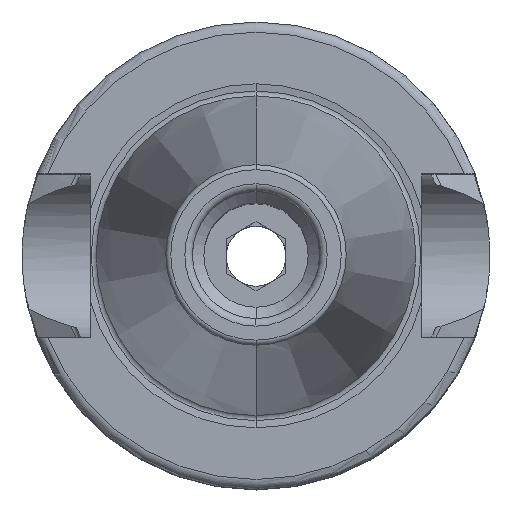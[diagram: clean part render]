
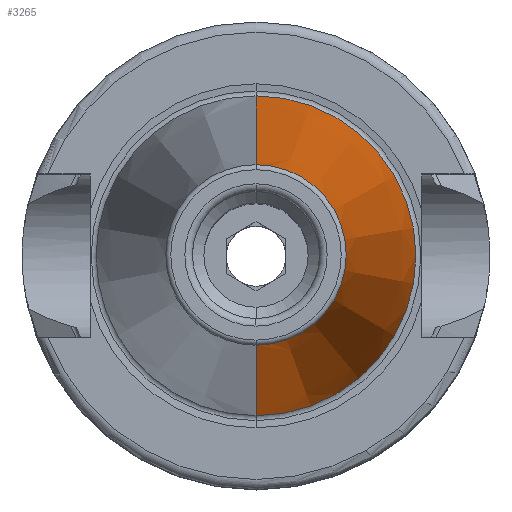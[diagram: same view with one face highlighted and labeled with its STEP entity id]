
A CAD part, top view. The second image highlights one B-rep face of the part: STEP entity #3265.
In plain terms, the highlighted conical face has half-angle 8.297 degrees and reference radius 12.304 mm.
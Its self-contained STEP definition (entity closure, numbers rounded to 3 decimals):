
#1208=CARTESIAN_POINT('',(0,0,69.972));
#1209=DIRECTION('',(0,0,1));
#1210=DIRECTION('',(0,-1,0));
#1211=AXIS2_PLACEMENT_3D('',#1208,#1209,#1210);
#1213=CARTESIAN_POINT('',(0,0,23));
#1214=DIRECTION('',(0,0,-1));
#1215=DIRECTION('',(0,1,0));
#1216=AXIS2_PLACEMENT_3D('',#1213,#1214,#1215);
#1357=DIRECTION('',(0.,0.144,0.99));
#1358=VECTOR('',#1357,47.469);
#1359=CARTESIAN_POINT('',(0,-15.729,23));
#1360=LINE('',#1359,#1358);
#1366=DIRECTION('',(0.,-0.144,0.99));
#1367=VECTOR('',#1366,47.469);
#1368=CARTESIAN_POINT('',(0,15.729,23));
#1369=LINE('',#1368,#1367);
#1502=CARTESIAN_POINT('',(0,15.729,23));
#1504=VERTEX_POINT('',#1502);
#1518=CARTESIAN_POINT('',(0,-15.729,23));
#1520=VERTEX_POINT('',#1518);
#1545=CARTESIAN_POINT('',(0,8.879,69.972));
#1546=CARTESIAN_POINT('',(0,-8.879,69.972));
#1547=VERTEX_POINT('',#1545);
#1548=VERTEX_POINT('',#1546);
#3251=CARTESIAN_POINT('',(0,0,46.486));
#3252=DIRECTION('',(0,0,-1));
#3253=DIRECTION('',(0,-1,0));
#3254=AXIS2_PLACEMENT_3D('',#3251,#3252,#3253);
#3255=CONICAL_SURFACE('',#3254,12.304,8.297);
#3257=ORIENTED_EDGE('',*,*,#3256,.T.);
#3259=ORIENTED_EDGE('',*,*,#3258,.F.);
#3260=ORIENTED_EDGE('',*,*,#3246,.T.);
#3262=ORIENTED_EDGE('',*,*,#3261,.T.);
#3263=EDGE_LOOP('',(#3257,#3259,#3260,#3262));
#3264=FACE_OUTER_BOUND('',#3263,.F.);
#3265=ADVANCED_FACE('',(#3264),#3255,.T.);
#1212=CIRCLE('',#1211,8.879);
#1217=CIRCLE('',#1216,15.729);
#3246=EDGE_CURVE('',#1504,#1520,#1217,.T.);
#3256=EDGE_CURVE('',#1548,#1547,#1212,.T.);
#3258=EDGE_CURVE('',#1504,#1547,#1369,.T.);
#3261=EDGE_CURVE('',#1520,#1548,#1360,.T.);
